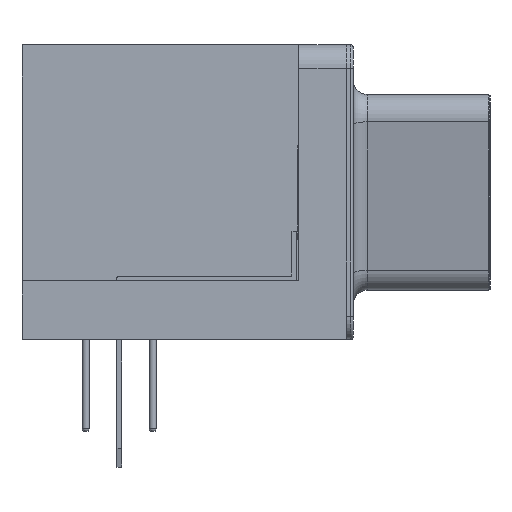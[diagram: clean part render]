
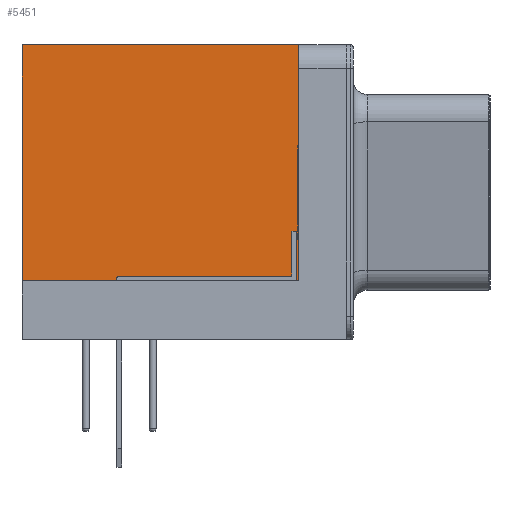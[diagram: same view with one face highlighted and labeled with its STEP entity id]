
A CAD part, left-side view. The second image highlights one B-rep face of the part: STEP entity #5451.
In plain terms, the highlighted planar face has unit normal (-1, 0, 0).
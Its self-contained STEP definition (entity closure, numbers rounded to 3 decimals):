
#4568 = VERTEX_POINT('',#4569);
#4569 = CARTESIAN_POINT('',(-4.27,2.7,12.5));
#4575 = EDGE_CURVE('',#4576,#4568,#4578,.T.);
#4576 = VERTEX_POINT('',#4577);
#4577 = CARTESIAN_POINT('',(-4.27,-9.04,12.5));
#4578 = LINE('',#4579,#4580);
#4579 = CARTESIAN_POINT('',(-4.27,-10.04,12.5));
#4580 = VECTOR('',#4581,1.);
#4581 = DIRECTION('',(0.,1.,0.));
#5381 = EDGE_CURVE('',#5382,#4568,#5384,.T.);
#5382 = VERTEX_POINT('',#5383);
#5383 = CARTESIAN_POINT('',(-4.27,2.7,2.5));
#5384 = LINE('',#5385,#5386);
#5385 = CARTESIAN_POINT('',(-4.27,2.7,4.375));
#5386 = VECTOR('',#5387,1.);
#5387 = DIRECTION('',(0.,0.,1.));
#5409 = VERTEX_POINT('',#5410);
#5410 = CARTESIAN_POINT('',(-4.27,-9.04,2.5));
#5416 = EDGE_CURVE('',#5409,#4576,#5417,.T.);
#5417 = LINE('',#5418,#5419);
#5418 = CARTESIAN_POINT('',(-4.27,-9.04,2.5));
#5419 = VECTOR('',#5420,1.);
#5420 = DIRECTION('',(0.,0.,1.));
#5451 = ADVANCED_FACE('',(#5452),#5463,.F.);
#5452 = FACE_BOUND('',#5453,.F.);
#5453 = EDGE_LOOP('',(#5454,#5455,#5461,#5462));
#5454 = ORIENTED_EDGE('',*,*,#5416,.F.);
#5455 = ORIENTED_EDGE('',*,*,#5456,.T.);
#5456 = EDGE_CURVE('',#5409,#5382,#5457,.T.);
#5457 = LINE('',#5458,#5459);
#5458 = CARTESIAN_POINT('',(-4.27,-9.04,2.5));
#5459 = VECTOR('',#5460,1.);
#5460 = DIRECTION('',(0.,1.,0.));
#5461 = ORIENTED_EDGE('',*,*,#5381,.T.);
#5462 = ORIENTED_EDGE('',*,*,#4575,.F.);
#5463 = PLANE('',#5464);
#5464 = AXIS2_PLACEMENT_3D('',#5465,#5466,#5467);
#5465 = CARTESIAN_POINT('',(-4.27,-9.04,2.5));
#5466 = DIRECTION('',(1.,0.,0.));
#5467 = DIRECTION('',(0.,0.,1.));
